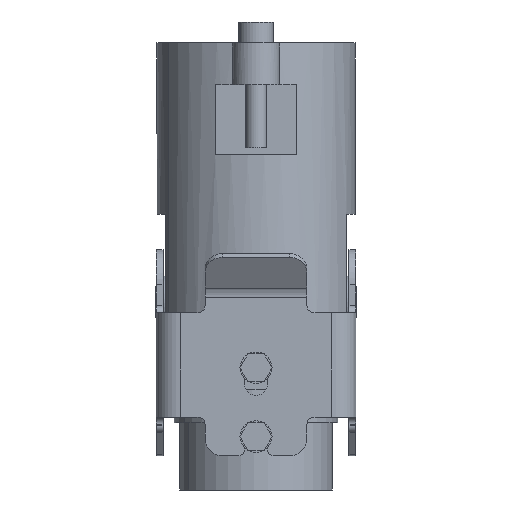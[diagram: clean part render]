
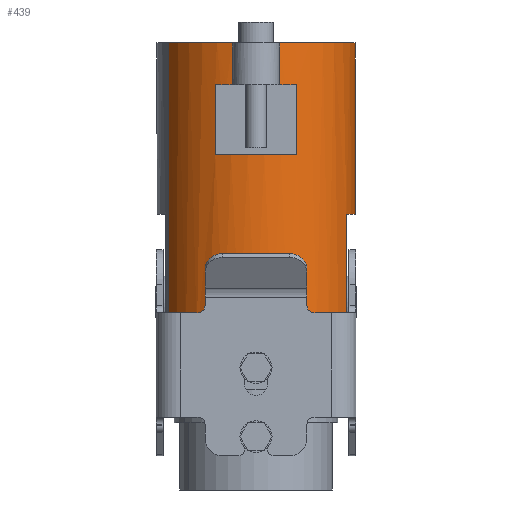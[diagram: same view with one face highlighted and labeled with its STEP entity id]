
A CAD part, front view. The second image highlights one B-rep face of the part: STEP entity #439.
In plain terms, the highlighted cylindrical face has radius 28.4 mm (diameter 56.8 mm), a partial arc.
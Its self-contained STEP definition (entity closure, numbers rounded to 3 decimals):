
#314=AXIS2_PLACEMENT_3D('Cylinder Axis2P3D',#311,#312,#313) ;
#318=AXIS2_PLACEMENT_3D('Circle Axis2P3D',#316,#317,$) ;
#327=AXIS2_PLACEMENT_3D('Circle Axis2P3D',#325,#326,$) ;
#332=AXIS2_PLACEMENT_3D('Circle Axis2P3D',#330,#331,$) ;
#346=AXIS2_PLACEMENT_3D('Circle Axis2P3D',#344,#345,$) ;
#360=AXIS2_PLACEMENT_3D('Circle Axis2P3D',#358,#359,$) ;
#374=AXIS2_PLACEMENT_3D('Circle Axis2P3D',#372,#373,$) ;
#388=AXIS2_PLACEMENT_3D('Circle Axis2P3D',#386,#387,$) ;
#402=AXIS2_PLACEMENT_3D('Circle Axis2P3D',#400,#401,$) ;
#416=AXIS2_PLACEMENT_3D('Circle Axis2P3D',#414,#415,$) ;
#162=CARTESIAN_POINT('Vertex',(54.55,56.904,78.9)) ;
#164=CARTESIAN_POINT('Vertex',(54.55,33.602,78.9)) ;
#167=CARTESIAN_POINT('Line Origine',(54.55,33.602,53.851)) ;
#171=CARTESIAN_POINT('Vertex',(54.55,33.602,43.8)) ;
#192=CARTESIAN_POINT('Vertex',(54.55,56.904,43.8)) ;
#195=CARTESIAN_POINT('Line Origine',(54.55,56.904,53.851)) ;
#300=CARTESIAN_POINT('Control Point',(54.55,56.904,78.9)) ;
#301=CARTESIAN_POINT('Control Point',(57.013,51.43,78.9)) ;
#302=CARTESIAN_POINT('Control Point',(57.933,45.253,78.9)) ;
#303=CARTESIAN_POINT('Control Point',(57.013,39.076,78.9)) ;
#304=CARTESIAN_POINT('Control Point',(54.55,33.602,78.9)) ;
#311=CARTESIAN_POINT('Axis2P3D Location',(28.65,45.253,64.)) ;
#316=CARTESIAN_POINT('Axis2P3D Location',(28.65,45.253,43.8)) ;
#320=CARTESIAN_POINT('Vertex',(15.15,20.267,43.8)) ;
#322=CARTESIAN_POINT('Vertex',(42.15,20.267,43.8)) ;
#325=CARTESIAN_POINT('Axis2P3D Location',(28.65,45.253,43.8)) ;
#330=CARTESIAN_POINT('Axis2P3D Location',(28.65,45.253,43.8)) ;
#334=CARTESIAN_POINT('Vertex',(53.573,58.869,43.8)) ;
#337=CARTESIAN_POINT('Line Origine',(53.573,58.869,78.4)) ;
#341=CARTESIAN_POINT('Vertex',(53.573,58.869,128.)) ;
#344=CARTESIAN_POINT('Axis2P3D Location',(28.65,45.253,128.)) ;
#348=CARTESIAN_POINT('Vertex',(35.4,17.667,128.)) ;
#351=CARTESIAN_POINT('Line Origine',(35.4,17.667,78.4)) ;
#355=CARTESIAN_POINT('Vertex',(35.4,17.667,116.1)) ;
#358=CARTESIAN_POINT('Axis2P3D Location',(28.65,45.253,116.1)) ;
#362=CARTESIAN_POINT('Vertex',(40.301,19.353,116.1)) ;
#365=CARTESIAN_POINT('Line Origine',(40.301,19.353,78.4)) ;
#369=CARTESIAN_POINT('Vertex',(40.301,19.353,96.)) ;
#372=CARTESIAN_POINT('Axis2P3D Location',(28.65,45.253,96.)) ;
#376=CARTESIAN_POINT('Vertex',(16.999,19.353,96.)) ;
#379=CARTESIAN_POINT('Line Origine',(16.999,19.353,78.4)) ;
#383=CARTESIAN_POINT('Vertex',(16.999,19.353,116.1)) ;
#386=CARTESIAN_POINT('Axis2P3D Location',(28.65,45.253,116.1)) ;
#390=CARTESIAN_POINT('Vertex',(21.9,17.667,116.1)) ;
#393=CARTESIAN_POINT('Line Origine',(21.9,17.667,78.4)) ;
#397=CARTESIAN_POINT('Vertex',(21.9,17.667,128.)) ;
#400=CARTESIAN_POINT('Axis2P3D Location',(28.65,45.253,128.)) ;
#404=CARTESIAN_POINT('Vertex',(3.727,31.637,128.)) ;
#407=CARTESIAN_POINT('Line Origine',(3.727,31.637,78.4)) ;
#411=CARTESIAN_POINT('Vertex',(3.727,31.637,43.8)) ;
#414=CARTESIAN_POINT('Axis2P3D Location',(28.65,45.253,43.8)) ;
#168=DIRECTION('Vector Direction',(0.,0.,1.)) ;
#196=DIRECTION('Vector Direction',(0.,0.,1.)) ;
#312=DIRECTION('Axis2P3D Direction',(-0.,0.,1.)) ;
#313=DIRECTION('Axis2P3D XDirection',(0.878,0.479,0.)) ;
#317=DIRECTION('Axis2P3D Direction',(-0.,0.,1.)) ;
#326=DIRECTION('Axis2P3D Direction',(-0.,0.,1.)) ;
#331=DIRECTION('Axis2P3D Direction',(-0.,0.,1.)) ;
#338=DIRECTION('Vector Direction',(0.,0.,1.)) ;
#345=DIRECTION('Axis2P3D Direction',(-0.,0.,1.)) ;
#352=DIRECTION('Vector Direction',(0.,0.,1.)) ;
#359=DIRECTION('Axis2P3D Direction',(-0.,0.,1.)) ;
#366=DIRECTION('Vector Direction',(0.,0.,1.)) ;
#373=DIRECTION('Axis2P3D Direction',(-0.,0.,1.)) ;
#380=DIRECTION('Vector Direction',(0.,0.,1.)) ;
#387=DIRECTION('Axis2P3D Direction',(-0.,0.,1.)) ;
#394=DIRECTION('Vector Direction',(0.,0.,1.)) ;
#401=DIRECTION('Axis2P3D Direction',(-0.,0.,1.)) ;
#408=DIRECTION('Vector Direction',(0.,0.,1.)) ;
#415=DIRECTION('Axis2P3D Direction',(-0.,0.,1.)) ;
#169=VECTOR('Line Direction',#168,1.) ;
#197=VECTOR('Line Direction',#196,1.) ;
#339=VECTOR('Line Direction',#338,1.) ;
#353=VECTOR('Line Direction',#352,1.) ;
#367=VECTOR('Line Direction',#366,1.) ;
#381=VECTOR('Line Direction',#380,1.) ;
#395=VECTOR('Line Direction',#394,1.) ;
#409=VECTOR('Line Direction',#408,1.) ;
#420=ORIENTED_EDGE('',*,*,#324,.T.) ;
#421=ORIENTED_EDGE('',*,*,#329,.T.) ;
#422=ORIENTED_EDGE('',*,*,#173,.T.) ;
#423=ORIENTED_EDGE('',*,*,#305,.F.) ;
#424=ORIENTED_EDGE('',*,*,#199,.T.) ;
#425=ORIENTED_EDGE('',*,*,#336,.T.) ;
#426=ORIENTED_EDGE('',*,*,#343,.T.) ;
#427=ORIENTED_EDGE('',*,*,#350,.T.) ;
#428=ORIENTED_EDGE('',*,*,#357,.T.) ;
#429=ORIENTED_EDGE('',*,*,#364,.T.) ;
#430=ORIENTED_EDGE('',*,*,#371,.T.) ;
#431=ORIENTED_EDGE('',*,*,#378,.T.) ;
#432=ORIENTED_EDGE('',*,*,#385,.T.) ;
#433=ORIENTED_EDGE('',*,*,#392,.T.) ;
#434=ORIENTED_EDGE('',*,*,#399,.F.) ;
#435=ORIENTED_EDGE('',*,*,#406,.T.) ;
#436=ORIENTED_EDGE('',*,*,#413,.F.) ;
#437=ORIENTED_EDGE('',*,*,#418,.T.) ;
#439=ADVANCED_FACE('Hauptkoerper',(#438),#315,.T.) ;
#299=B_SPLINE_CURVE_WITH_KNOTS('',4,(#300,#301,#302,#303,#304),.UNSPECIFIED.,.F.,.U.,(5,5),(121.826,145.837),.UNSPECIFIED.) ;
#319=CIRCLE('generated circle',#318,28.4) ;
#328=CIRCLE('generated circle',#327,28.4) ;
#333=CIRCLE('generated circle',#332,28.4) ;
#347=CIRCLE('generated circle',#346,28.4) ;
#361=CIRCLE('generated circle',#360,28.4) ;
#375=CIRCLE('generated circle',#374,28.4) ;
#389=CIRCLE('generated circle',#388,28.4) ;
#403=CIRCLE('generated circle',#402,28.4) ;
#417=CIRCLE('generated circle',#416,28.4) ;
#315=CYLINDRICAL_SURFACE('generated cylinder',#314,28.4) ;
#173=EDGE_CURVE('',#172,#165,#170,.T.) ;
#199=EDGE_CURVE('',#163,#193,#198,.F.) ;
#305=EDGE_CURVE('',#163,#165,#299,.T.) ;
#324=EDGE_CURVE('',#321,#323,#319,.T.) ;
#329=EDGE_CURVE('',#323,#172,#328,.T.) ;
#336=EDGE_CURVE('',#193,#335,#333,.T.) ;
#343=EDGE_CURVE('',#335,#342,#340,.T.) ;
#350=EDGE_CURVE('',#342,#349,#347,.F.) ;
#357=EDGE_CURVE('',#349,#356,#354,.F.) ;
#364=EDGE_CURVE('',#356,#363,#361,.T.) ;
#371=EDGE_CURVE('',#363,#370,#368,.F.) ;
#378=EDGE_CURVE('',#370,#377,#375,.F.) ;
#385=EDGE_CURVE('',#377,#384,#382,.T.) ;
#392=EDGE_CURVE('',#384,#391,#389,.T.) ;
#399=EDGE_CURVE('',#398,#391,#396,.F.) ;
#406=EDGE_CURVE('',#398,#405,#403,.F.) ;
#413=EDGE_CURVE('',#412,#405,#410,.T.) ;
#418=EDGE_CURVE('',#412,#321,#417,.T.) ;
#419=EDGE_LOOP('',(#420,#421,#422,#423,#424,#425,#426,#427,#428,#429,#430,#431,#432,#433,#434,#435,#436,#437)) ;
#438=FACE_OUTER_BOUND('',#419,.T.) ;
#170=LINE('Line',#167,#169) ;
#198=LINE('Line',#195,#197) ;
#340=LINE('Line',#337,#339) ;
#354=LINE('Line',#351,#353) ;
#368=LINE('Line',#365,#367) ;
#382=LINE('Line',#379,#381) ;
#396=LINE('Line',#393,#395) ;
#410=LINE('Line',#407,#409) ;
#163=VERTEX_POINT('',#162) ;
#165=VERTEX_POINT('',#164) ;
#172=VERTEX_POINT('',#171) ;
#193=VERTEX_POINT('',#192) ;
#321=VERTEX_POINT('',#320) ;
#323=VERTEX_POINT('',#322) ;
#335=VERTEX_POINT('',#334) ;
#342=VERTEX_POINT('',#341) ;
#349=VERTEX_POINT('',#348) ;
#356=VERTEX_POINT('',#355) ;
#363=VERTEX_POINT('',#362) ;
#370=VERTEX_POINT('',#369) ;
#377=VERTEX_POINT('',#376) ;
#384=VERTEX_POINT('',#383) ;
#391=VERTEX_POINT('',#390) ;
#398=VERTEX_POINT('',#397) ;
#405=VERTEX_POINT('',#404) ;
#412=VERTEX_POINT('',#411) ;
